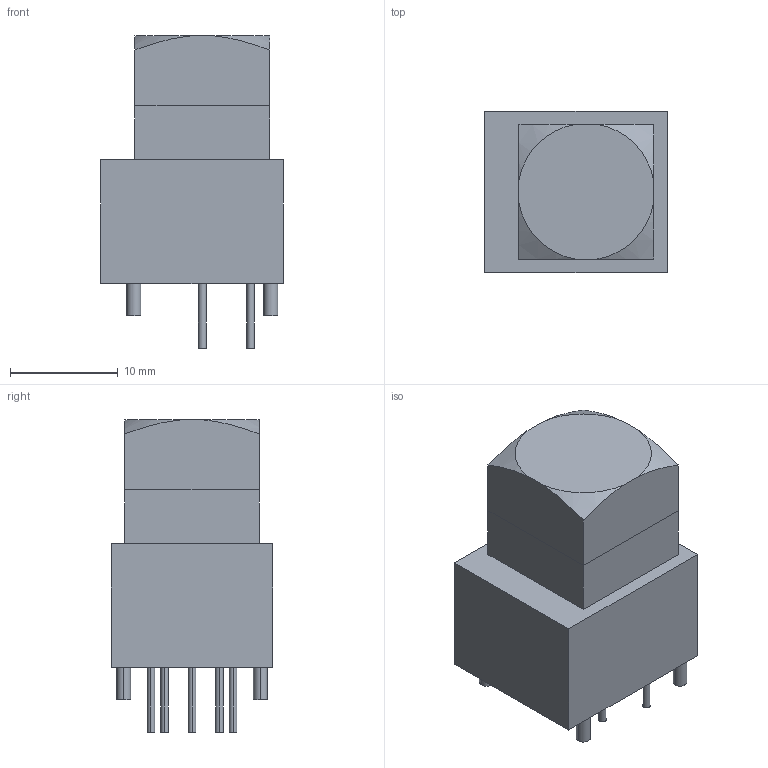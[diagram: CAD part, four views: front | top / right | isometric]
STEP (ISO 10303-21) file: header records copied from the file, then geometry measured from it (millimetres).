
FILE_DESCRIPTION (( 'STEP AP214' ), '1' );
FILE_NAME ('LP11EE1NASxxx.STEP', '2019-01-08T20:11:48', ( '' ), ( '' ), 'SwSTEP 2.0', 'SolidWorks 2017', '' );
FILE_SCHEMA (( 'AUTOMOTIVE_DESIGN' ));
Length unit declared in the file: millimetre
Products named in the file (1): LP11EE1NASxxx
Bounding box: 16.9 x 15 x 29 mm (x, y, z)
Volume: 4727 mm3; surface area: 2224.7 mm2
Topology: 2 solids, 2 shells, 48 faces, 102 edges, 68 vertices
Faces by surface type: plane 26, cylinder 18, cone 4
Entity records: 1494 total; most frequent: CARTESIAN_POINT 259, DIRECTION 232, ORIENTED_EDGE 204, EDGE_CURVE 102, AXIS2_PLACEMENT_3D 89, VERTEX_POINT 68, EDGE_LOOP 58, LINE 54
